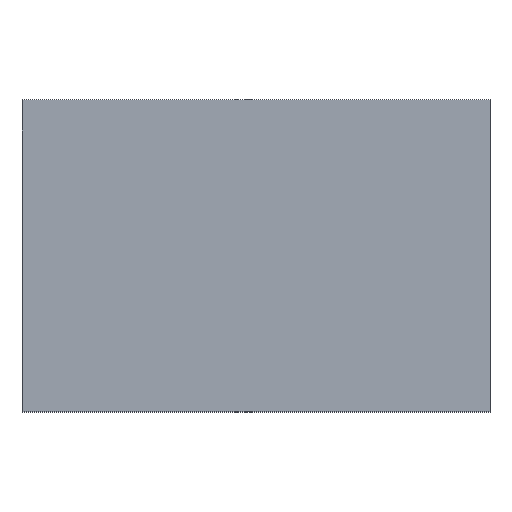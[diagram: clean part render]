
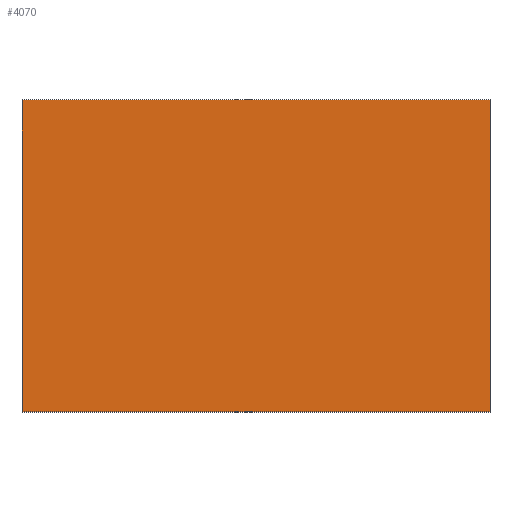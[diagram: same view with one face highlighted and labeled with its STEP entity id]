
A CAD part, top view. The second image highlights one B-rep face of the part: STEP entity #4070.
In plain terms, the highlighted face is planar.
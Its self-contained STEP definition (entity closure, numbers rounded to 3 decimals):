
#447=ORIENTED_EDGE('',*,*,#1031,.F.);
#448=ORIENTED_EDGE('',*,*,#1032,.F.);
#449=ORIENTED_EDGE('',*,*,#1033,.F.);
#450=ORIENTED_EDGE('',*,*,#1034,.F.);
#1031=EDGE_CURVE('',#1323,#1324,#1577,.T.);
#1032=EDGE_CURVE('',#1325,#1323,#1578,.T.);
#1033=EDGE_CURVE('',#1326,#1325,#1579,.T.);
#1034=EDGE_CURVE('',#1324,#1326,#1580,.T.);
#1323=VERTEX_POINT('',#5505);
#1324=VERTEX_POINT('',#5506);
#1325=VERTEX_POINT('',#5508);
#1326=VERTEX_POINT('',#5510);
#1577=LINE('',#5504,#1659);
#1578=LINE('',#5507,#1660);
#1579=LINE('',#5509,#1661);
#1580=LINE('',#5511,#1662);
#1659=VECTOR('',#4685,1000.);
#1660=VECTOR('',#4686,1000.);
#1661=VECTOR('',#4687,1000.);
#1662=VECTOR('',#4688,1000.);
#1730=EDGE_LOOP('',(#447,#448,#449,#450));
#2122=FACE_BOUND('',#1730,.T.);
#2514=PLANE('',#4295);
#4070=ADVANCED_FACE('',(#2122),#2514,.F.);
#4295=AXIS2_PLACEMENT_3D('',#5503,#4683,#4684);
#4683=DIRECTION('',(0.,0.,1.));
#4684=DIRECTION('',(1.,0.,0.));
#4685=DIRECTION('',(0.,-1.,0.));
#4686=DIRECTION('',(-1.,0.,0.));
#4687=DIRECTION('',(0.,1.,0.));
#4688=DIRECTION('',(1.,0.,0.));
#5503=CARTESIAN_POINT('',(-0.825,-0.55,0.));
#5504=CARTESIAN_POINT('',(-0.825,0.55,0.));
#5505=CARTESIAN_POINT('',(-0.825,0.55,0.));
#5506=CARTESIAN_POINT('',(-0.825,-0.55,0.));
#5507=CARTESIAN_POINT('',(0.825,0.55,0.));
#5508=CARTESIAN_POINT('',(0.825,0.55,0.));
#5509=CARTESIAN_POINT('',(0.825,-0.55,0.));
#5510=CARTESIAN_POINT('',(0.825,-0.55,0.));
#5511=CARTESIAN_POINT('',(-0.825,-0.55,0.));
